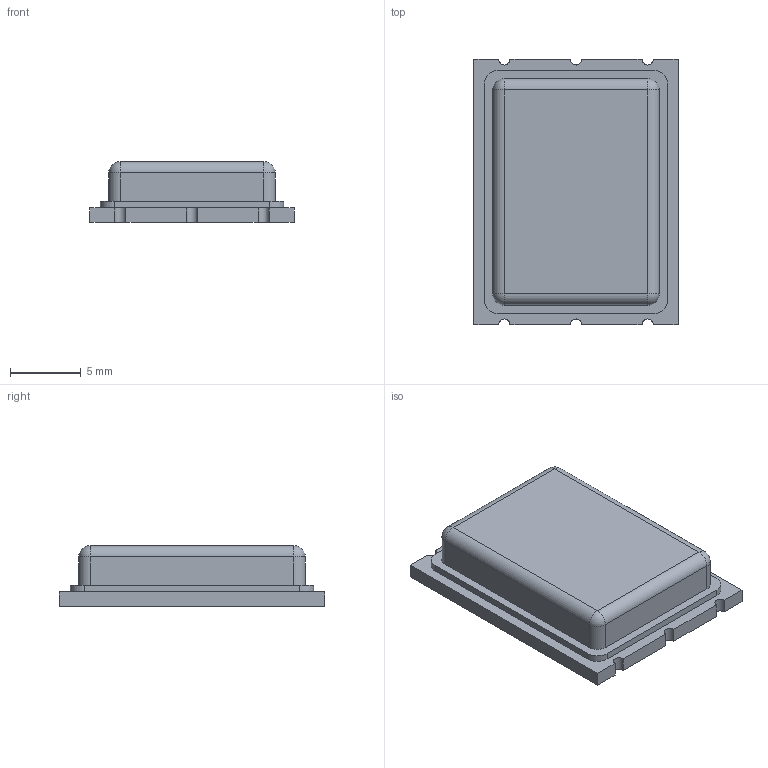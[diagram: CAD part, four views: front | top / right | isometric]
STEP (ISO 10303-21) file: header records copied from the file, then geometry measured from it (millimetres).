
FILE_DESCRIPTION(('CATIA V5 STEP Exchange'),'2;1');
FILE_NAME('832m1.stp','2021-02-08T05:12:00+00:00',('lmcquellin'),('unsw'),'CATIA Version 5 Release 20 SP 7 (IN-10)','CATIA V5 STEP AP214','none');
FILE_SCHEMA(('AUTOMOTIVE_DESIGN { 1 0 10303 214 1 1 1 1 }'));
Length unit declared in the file: millimetre
Products named in the file (1): 832m1
Bounding box: 14.48 x 18.8 x 4.3 mm (x, y, z)
Volume: 904.8 mm3; surface area: 773.5 mm2
Topology: 1 solids, 1 shells, 44 faces, 112 edges, 68 vertices
Faces by surface type: plane 22, cylinder 18, sphere 4
Entity records: 1559 total; most frequent: ORIENTED_EDGE 216, CARTESIAN_POINT 215, DIRECTION 184, EDGE_CURVE 108, AXIS2_PLACEMENT_3D 75, VECTOR 72, LINE 72, VERTEX_POINT 68
